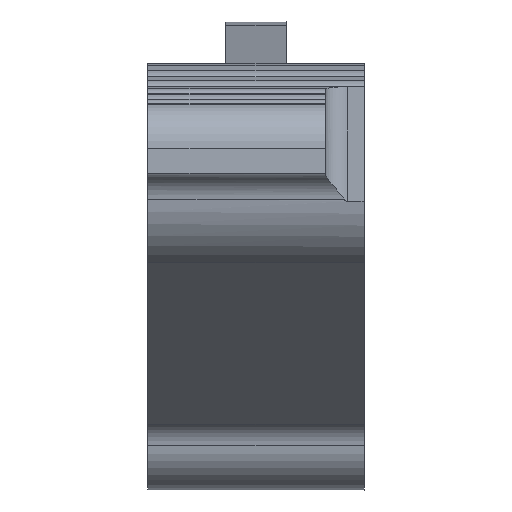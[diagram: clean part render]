
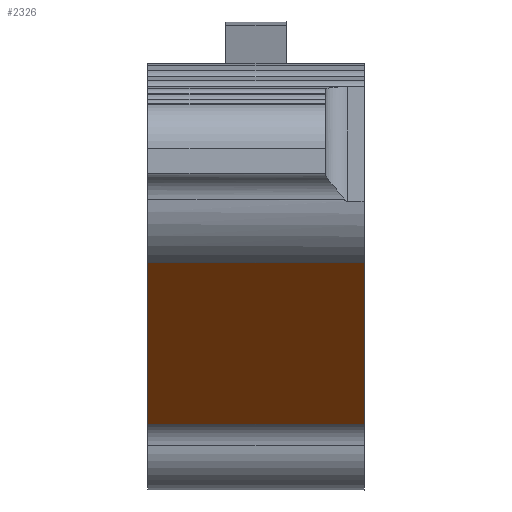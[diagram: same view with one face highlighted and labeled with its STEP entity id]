
A CAD part, top view. The second image highlights one B-rep face of the part: STEP entity #2326.
In plain terms, the highlighted planar face has unit normal (0, -0.854, 0.521).
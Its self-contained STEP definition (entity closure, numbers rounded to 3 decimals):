
#2306=AXIS2_PLACEMENT_3D('Plane Axis2P3D',#2303,#2304,#2305) ;
#627=CARTESIAN_POINT('Vertex',(0.,1.188,21.387)) ;
#630=CARTESIAN_POINT('Line Origine',(0.,2.638,23.763)) ;
#634=CARTESIAN_POINT('Vertex',(0.,4.089,26.14)) ;
#2288=CARTESIAN_POINT('Vertex',(3.9,1.188,21.387)) ;
#2291=CARTESIAN_POINT('Line Origine',(3.9,1.188,21.387)) ;
#2303=CARTESIAN_POINT('Axis2P3D Location',(3.9,4.089,26.14)) ;
#2308=CARTESIAN_POINT('Line Origine',(3.9,2.638,23.763)) ;
#2312=CARTESIAN_POINT('Vertex',(3.9,4.089,26.14)) ;
#2315=CARTESIAN_POINT('Line Origine',(1.95,4.089,26.14)) ;
#631=DIRECTION('Vector Direction',(0.,-0.521,-0.854)) ;
#2292=DIRECTION('Vector Direction',(1.,0.,0.)) ;
#2304=DIRECTION('Axis2P3D Direction',(0.,0.854,-0.521)) ;
#2305=DIRECTION('Axis2P3D XDirection',(0.,0.521,0.854)) ;
#2309=DIRECTION('Vector Direction',(0.,-0.521,-0.854)) ;
#2316=DIRECTION('Vector Direction',(-1.,0.,0.)) ;
#632=VECTOR('Line Direction',#631,1.) ;
#2293=VECTOR('Line Direction',#2292,1.) ;
#2310=VECTOR('Line Direction',#2309,1.) ;
#2317=VECTOR('Line Direction',#2316,1.) ;
#2321=ORIENTED_EDGE('',*,*,#636,.T.) ;
#2322=ORIENTED_EDGE('',*,*,#2295,.F.) ;
#2323=ORIENTED_EDGE('',*,*,#2314,.F.) ;
#2324=ORIENTED_EDGE('',*,*,#2319,.T.) ;
#2326=ADVANCED_FACE('V1',(#2325),#2307,.F.) ;
#636=EDGE_CURVE('',#635,#628,#633,.T.) ;
#2295=EDGE_CURVE('',#2289,#628,#2294,.F.) ;
#2314=EDGE_CURVE('',#2313,#2289,#2311,.T.) ;
#2319=EDGE_CURVE('',#2313,#635,#2318,.T.) ;
#2320=EDGE_LOOP('',(#2321,#2322,#2323,#2324)) ;
#2325=FACE_OUTER_BOUND('',#2320,.T.) ;
#633=LINE('Line',#630,#632) ;
#2294=LINE('Line',#2291,#2293) ;
#2311=LINE('Line',#2308,#2310) ;
#2318=LINE('Line',#2315,#2317) ;
#2307=PLANE('',#2306) ;
#628=VERTEX_POINT('',#627) ;
#635=VERTEX_POINT('',#634) ;
#2289=VERTEX_POINT('',#2288) ;
#2313=VERTEX_POINT('',#2312) ;
